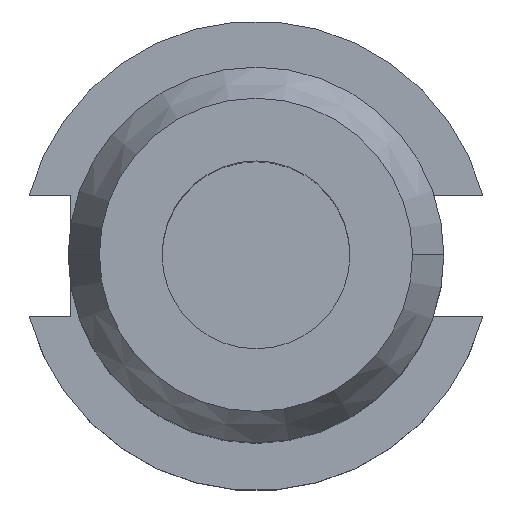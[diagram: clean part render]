
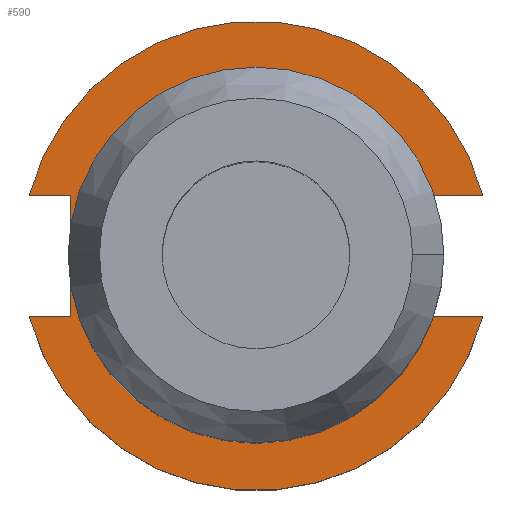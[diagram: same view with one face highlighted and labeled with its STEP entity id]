
A CAD part, top view. The second image highlights one B-rep face of the part: STEP entity #590.
In plain terms, the highlighted planar face has unit normal (0, 0, 1).
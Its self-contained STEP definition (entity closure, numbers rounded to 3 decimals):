
#7 = VECTOR ( 'NONE', #1526, 1000. ) ;
#46 = DIRECTION ( 'NONE',  ( -1., 0., 0. ) ) ;
#68 = VECTOR ( 'NONE', #409, 1000. ) ;
#79 = AXIS2_PLACEMENT_3D ( 'NONE', #1521, #737, #1653 ) ;
#88 = CARTESIAN_POINT ( 'NONE',  ( 22.606, 4.373, 19.05 ) ) ;
#97 = VERTEX_POINT ( 'NONE', #88 ) ;
#112 = DIRECTION ( 'NONE',  ( 1., 0., 0. ) ) ;
#119 = CARTESIAN_POINT ( 'NONE',  ( -30.675, -8.191, 19.05 ) ) ;
#126 = CIRCLE ( 'NONE', #79, 23.025 ) ;
#129 = EDGE_CURVE ( 'NONE', #958, #97, #563, .T. ) ;
#137 = CARTESIAN_POINT ( 'NONE',  ( -30.675, 8.191, 19.05 ) ) ;
#183 = ORIENTED_EDGE ( 'NONE', *, *, #1699, .T. ) ;
#205 = VERTEX_POINT ( 'NONE', #119 ) ;
#207 = AXIS2_PLACEMENT_3D ( 'NONE', #271, #1219, #418 ) ;
#229 = CARTESIAN_POINT ( 'NONE',  ( 22.606, -8.191, 19.05 ) ) ;
#242 = VECTOR ( 'NONE', #1105, 1000. ) ;
#264 = VERTEX_POINT ( 'NONE', #229 ) ;
#271 = CARTESIAN_POINT ( 'NONE',  ( 0., 0., 19.05 ) ) ;
#322 = DIRECTION ( 'NONE',  ( -1., 0., 0. ) ) ;
#387 = EDGE_LOOP ( 'NONE', ( #448, #1695, #560, #1714, #1294, #183, #877, #1078, #1545, #1422, #544 ) ) ;
#391 = DIRECTION ( 'NONE',  ( 0., 1., 0. ) ) ;
#402 = DIRECTION ( 'NONE',  ( -1., 0., 0. ) ) ;
#403 = CARTESIAN_POINT ( 'NONE',  ( -25.091, 8.191, 19.05 ) ) ;
#409 = DIRECTION ( 'NONE',  ( 0., 1., 0. ) ) ;
#418 = DIRECTION ( 'NONE',  ( 1., 0., 0. ) ) ;
#431 = EDGE_CURVE ( 'NONE', #584, #1637, #545, .T. ) ;
#443 = PLANE ( 'NONE',  #1005 ) ;
#446 = CARTESIAN_POINT ( 'NONE',  ( -61.091, 8.191, 19.05 ) ) ;
#448 = ORIENTED_EDGE ( 'NONE', *, *, #842, .T. ) ;
#464 = EDGE_CURVE ( 'NONE', #97, #1633, #1475, .T. ) ;
#468 = CARTESIAN_POINT ( 'NONE',  ( 0., 0., 19.05 ) ) ;
#487 = EDGE_CURVE ( 'NONE', #205, #982, #1434, .T. ) ;
#528 = CARTESIAN_POINT ( 'NONE',  ( 22.606, 22.225, 19.05 ) ) ;
#541 = LINE ( 'NONE', #528, #1550 ) ;
#544 = ORIENTED_EDGE ( 'NONE', *, *, #753, .F. ) ;
#545 = LINE ( 'NONE', #403, #1126 ) ;
#560 = ORIENTED_EDGE ( 'NONE', *, *, #129, .T. ) ;
#563 = CIRCLE ( 'NONE', #912, 23.025 ) ;
#584 = VERTEX_POINT ( 'NONE', #828 ) ;
#590 = ADVANCED_FACE ( 'NONE', ( #1654 ), #443, .F. ) ;
#603 = EDGE_CURVE ( 'NONE', #1118, #584, #963, .T. ) ;
#666 = LINE ( 'NONE', #1259, #1289 ) ;
#694 = EDGE_CURVE ( 'NONE', #1599, #958, #126, .T. ) ;
#703 = VERTEX_POINT ( 'NONE', #1004 ) ;
#709 = LINE ( 'NONE', #1007, #7 ) ;
#737 = DIRECTION ( 'NONE',  ( 0., 0., -1. ) ) ;
#753 = EDGE_CURVE ( 'NONE', #264, #982, #709, .T. ) ;
#776 = CARTESIAN_POINT ( 'NONE',  ( 0., 0., 19.05 ) ) ;
#787 = EDGE_CURVE ( 'NONE', #205, #1637, #666, .T. ) ;
#828 = CARTESIAN_POINT ( 'NONE',  ( -25.091, 8.191, 19.05 ) ) ;
#841 = DIRECTION ( 'NONE',  ( 0., 0., -1. ) ) ;
#842 = EDGE_CURVE ( 'NONE', #264, #1599, #541, .T. ) ;
#877 = ORIENTED_EDGE ( 'NONE', *, *, #603, .T. ) ;
#900 = DIRECTION ( 'NONE',  ( 0., 0., 1. ) ) ;
#912 = AXIS2_PLACEMENT_3D ( 'NONE', #468, #1261, #322 ) ;
#920 = CIRCLE ( 'NONE', #1112, 31.75 ) ;
#958 = VERTEX_POINT ( 'NONE', #1518 ) ;
#963 = LINE ( 'NONE', #446, #242 ) ;
#979 = CARTESIAN_POINT ( 'NONE',  ( 30.675, -8.191, 19.05 ) ) ;
#982 = VERTEX_POINT ( 'NONE', #979 ) ;
#1004 = CARTESIAN_POINT ( 'NONE',  ( 30.675, 8.191, 19.05 ) ) ;
#1005 = AXIS2_PLACEMENT_3D ( 'NONE', #1624, #841, #46 ) ;
#1007 = CARTESIAN_POINT ( 'NONE',  ( 0., -8.191, 19.05 ) ) ;
#1072 = CARTESIAN_POINT ( 'NONE',  ( 22.606, 22.225, 19.05 ) ) ;
#1078 = ORIENTED_EDGE ( 'NONE', *, *, #431, .T. ) ;
#1083 = EDGE_CURVE ( 'NONE', #703, #1633, #1231, .T. ) ;
#1085 = CARTESIAN_POINT ( 'NONE',  ( 0., 8.191, 19.05 ) ) ;
#1092 = CARTESIAN_POINT ( 'NONE',  ( 22.606, -4.373, 19.05 ) ) ;
#1105 = DIRECTION ( 'NONE',  ( 1., 0., 0. ) ) ;
#1112 = AXIS2_PLACEMENT_3D ( 'NONE', #776, #900, #112 ) ;
#1118 = VERTEX_POINT ( 'NONE', #137 ) ;
#1124 = DIRECTION ( 'NONE',  ( 1., 0., 0. ) ) ;
#1126 = VECTOR ( 'NONE', #1596, 1000. ) ;
#1191 = VECTOR ( 'NONE', #402, 1000. ) ;
#1219 = DIRECTION ( 'NONE',  ( 0., 0., 1. ) ) ;
#1231 = LINE ( 'NONE', #1085, #1191 ) ;
#1239 = CARTESIAN_POINT ( 'NONE',  ( 22.606, 8.191, 19.05 ) ) ;
#1259 = CARTESIAN_POINT ( 'NONE',  ( -61.091, -8.191, 19.05 ) ) ;
#1261 = DIRECTION ( 'NONE',  ( 0., 0., -1. ) ) ;
#1289 = VECTOR ( 'NONE', #1124, 1000. ) ;
#1294 = ORIENTED_EDGE ( 'NONE', *, *, #1083, .F. ) ;
#1358 = CARTESIAN_POINT ( 'NONE',  ( -25.091, -8.191, 19.05 ) ) ;
#1422 = ORIENTED_EDGE ( 'NONE', *, *, #487, .T. ) ;
#1434 = CIRCLE ( 'NONE', #207, 31.75 ) ;
#1475 = LINE ( 'NONE', #1072, #68 ) ;
#1518 = CARTESIAN_POINT ( 'NONE',  ( -23.025, 0., 19.05 ) ) ;
#1521 = CARTESIAN_POINT ( 'NONE',  ( 0., 0., 19.05 ) ) ;
#1526 = DIRECTION ( 'NONE',  ( 1., 0., 0. ) ) ;
#1545 = ORIENTED_EDGE ( 'NONE', *, *, #787, .F. ) ;
#1550 = VECTOR ( 'NONE', #391, 1000. ) ;
#1596 = DIRECTION ( 'NONE',  ( 0., -1., 0. ) ) ;
#1599 = VERTEX_POINT ( 'NONE', #1092 ) ;
#1624 = CARTESIAN_POINT ( 'NONE',  ( 0., 22.225, 19.05 ) ) ;
#1633 = VERTEX_POINT ( 'NONE', #1239 ) ;
#1637 = VERTEX_POINT ( 'NONE', #1358 ) ;
#1653 = DIRECTION ( 'NONE',  ( -1., 0., 0. ) ) ;
#1654 = FACE_OUTER_BOUND ( 'NONE', #387, .T. ) ;
#1695 = ORIENTED_EDGE ( 'NONE', *, *, #694, .T. ) ;
#1699 = EDGE_CURVE ( 'NONE', #703, #1118, #920, .T. ) ;
#1714 = ORIENTED_EDGE ( 'NONE', *, *, #464, .T. ) ;
